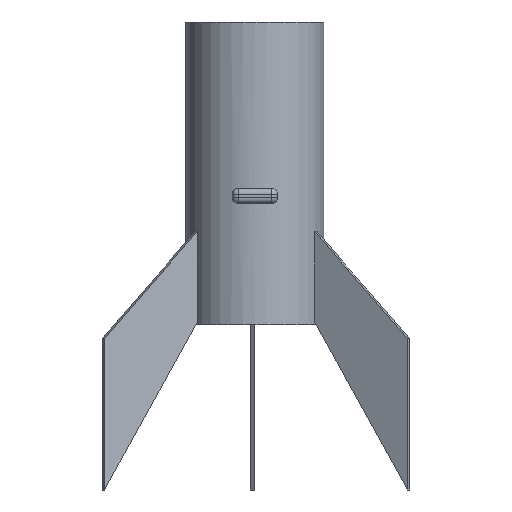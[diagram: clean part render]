
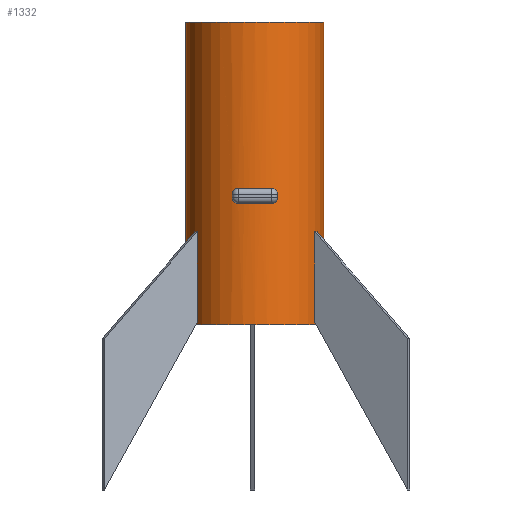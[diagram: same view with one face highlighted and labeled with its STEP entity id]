
A CAD part, left-side view. The second image highlights one B-rep face of the part: STEP entity #1332.
In plain terms, the highlighted cylindrical face has radius 22.8 mm (diameter 45.6 mm), a full revolution.
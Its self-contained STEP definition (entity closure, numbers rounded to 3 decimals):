
#82=B_SPLINE_CURVE_WITH_KNOTS('',3,(#2254,#2255,#2256,#2257,#2258,#2259,
#2260,#2261,#2262,#2263),.UNSPECIFIED.,.F.,.F.,(4,2,2,2,4),(-0.308,
-0.229,-0.151,-0.075,0.),
 .UNSPECIFIED.);
#83=B_SPLINE_CURVE_WITH_KNOTS('',3,(#2278,#2279,#2280,#2281,#2282,#2283,
#2284,#2285,#2286,#2287),.UNSPECIFIED.,.F.,.F.,(4,2,2,2,4),(0.612,
0.688,0.763,0.842,0.92),
 .UNSPECIFIED.);
#84=B_SPLINE_CURVE_WITH_KNOTS('',3,(#2293,#2294,#2295,#2296,#2297,#2298,
#2299,#2300,#2301,#2302),.UNSPECIFIED.,.F.,.F.,(4,2,2,2,4),(0.612,
0.688,0.763,0.842,0.92),
 .UNSPECIFIED.);
#85=B_SPLINE_CURVE_WITH_KNOTS('',3,(#2311,#2312,#2313,#2314,#2315,#2316,
#2317,#2318,#2319,#2320),.UNSPECIFIED.,.F.,.F.,(4,2,2,2,4),(0.305,
0.383,0.462,0.537,0.612),
 .UNSPECIFIED.);
#152=LINE('',#2324,#260);
#154=LINE('',#2337,#262);
#156=LINE('',#2349,#264);
#157=LINE('',#2351,#265);
#260=VECTOR('',#1828,10.);
#262=VECTOR('',#1846,10.);
#264=VECTOR('',#1862,22.8);
#265=VECTOR('',#1863,22.8);
#334=CYLINDRICAL_SURFACE('',#1501,22.8);
#402=FACE_OUTER_BOUND('',#498,.T.);
#498=EDGE_LOOP('',(#1161,#1162,#1163,#1164,#1165,#1166,#1167,#1168,#1169,
#1170,#1171,#1172,#1173,#1174,#1175,#1176));
#578=CIRCLE('',#1489,22.8);
#579=CIRCLE('',#1490,22.8);
#582=CIRCLE('',#1497,22.8);
#583=CIRCLE('',#1498,22.8);
#585=CIRCLE('',#1502,22.8);
#586=CIRCLE('',#1503,22.8);
#656=VERTEX_POINT('',#2252);
#657=VERTEX_POINT('',#2253);
#658=VERTEX_POINT('',#2276);
#659=VERTEX_POINT('',#2277);
#660=VERTEX_POINT('',#2291);
#661=VERTEX_POINT('',#2292);
#662=VERTEX_POINT('',#2309);
#663=VERTEX_POINT('',#2310);
#664=VERTEX_POINT('',#2326);
#667=VERTEX_POINT('',#2339);
#669=VERTEX_POINT('',#2347);
#670=VERTEX_POINT('',#2350);
#810=EDGE_CURVE('',#656,#657,#82,.F.);
#819=EDGE_CURVE('',#658,#659,#83,.F.);
#822=EDGE_CURVE('',#660,#661,#84,.F.);
#827=EDGE_CURVE('',#662,#663,#85,.F.);
#830=EDGE_CURVE('',#656,#659,#152,.T.);
#831=EDGE_CURVE('',#664,#663,#578,.T.);
#832=EDGE_CURVE('',#658,#664,#579,.T.);
#836=EDGE_CURVE('',#662,#661,#154,.T.);
#837=EDGE_CURVE('',#667,#657,#582,.T.);
#838=EDGE_CURVE('',#660,#667,#583,.T.);
#841=EDGE_CURVE('',#669,#669,#585,.T.);
#842=EDGE_CURVE('',#669,#664,#156,.T.);
#843=EDGE_CURVE('',#667,#670,#157,.T.);
#844=EDGE_CURVE('',#670,#670,#586,.T.);
#1161=ORIENTED_EDGE('',*,*,#841,.F.);
#1162=ORIENTED_EDGE('',*,*,#842,.T.);
#1163=ORIENTED_EDGE('',*,*,#831,.T.);
#1164=ORIENTED_EDGE('',*,*,#827,.F.);
#1165=ORIENTED_EDGE('',*,*,#836,.T.);
#1166=ORIENTED_EDGE('',*,*,#822,.F.);
#1167=ORIENTED_EDGE('',*,*,#838,.T.);
#1168=ORIENTED_EDGE('',*,*,#843,.T.);
#1169=ORIENTED_EDGE('',*,*,#844,.T.);
#1170=ORIENTED_EDGE('',*,*,#843,.F.);
#1171=ORIENTED_EDGE('',*,*,#837,.T.);
#1172=ORIENTED_EDGE('',*,*,#810,.F.);
#1173=ORIENTED_EDGE('',*,*,#830,.T.);
#1174=ORIENTED_EDGE('',*,*,#819,.F.);
#1175=ORIENTED_EDGE('',*,*,#832,.T.);
#1176=ORIENTED_EDGE('',*,*,#842,.F.);
#1332=ADVANCED_FACE('',(#402),#334,.T.);
#1489=AXIS2_PLACEMENT_3D('',#2327,#1831,#1832);
#1490=AXIS2_PLACEMENT_3D('',#2328,#1833,#1834);
#1497=AXIS2_PLACEMENT_3D('',#2340,#1849,#1850);
#1498=AXIS2_PLACEMENT_3D('',#2341,#1851,#1852);
#1501=AXIS2_PLACEMENT_3D('',#2346,#1858,#1859);
#1502=AXIS2_PLACEMENT_3D('',#2348,#1860,#1861);
#1503=AXIS2_PLACEMENT_3D('',#2352,#1864,#1865);
#1828=DIRECTION('',(0.,0.,1.));
#1831=DIRECTION('center_axis',(0.,0.,1.));
#1832=DIRECTION('ref_axis',(1.,0.,0.));
#1833=DIRECTION('center_axis',(0.,0.,1.));
#1834=DIRECTION('ref_axis',(1.,0.,0.));
#1846=DIRECTION('',(0.,0.,-1.));
#1849=DIRECTION('center_axis',(0.,0.,-1.));
#1850=DIRECTION('ref_axis',(1.,0.,0.));
#1851=DIRECTION('center_axis',(0.,0.,-1.));
#1852=DIRECTION('ref_axis',(1.,0.,0.));
#1858=DIRECTION('center_axis',(0.,0.,1.));
#1859=DIRECTION('ref_axis',(1.,0.,0.));
#1860=DIRECTION('center_axis',(0.,0.,1.));
#1861=DIRECTION('ref_axis',(1.,0.,0.));
#1862=DIRECTION('',(0.,0.,-1.));
#1863=DIRECTION('',(0.,0.,-1.));
#1864=DIRECTION('center_axis',(0.,0.,1.));
#1865=DIRECTION('ref_axis',(1.,0.,0.));
#2252=CARTESIAN_POINT('',(-21.531,7.5,42.));
#2253=CARTESIAN_POINT('',(-22.127,5.5,40.));
#2254=CARTESIAN_POINT('Ctrl Pts',(-22.127,5.5,40.));
#2255=CARTESIAN_POINT('Ctrl Pts',(-22.064,5.754,40.));
#2256=CARTESIAN_POINT('Ctrl Pts',(-21.991,6.024,40.051));
#2257=CARTESIAN_POINT('Ctrl Pts',(-21.849,6.52,40.259));
#2258=CARTESIAN_POINT('Ctrl Pts',(-21.78,6.747,40.415));
#2259=CARTESIAN_POINT('Ctrl Pts',(-21.668,7.098,40.772));
#2260=CARTESIAN_POINT('Ctrl Pts',(-21.617,7.248,40.994));
#2261=CARTESIAN_POINT('Ctrl Pts',(-21.549,7.45,41.482));
#2262=CARTESIAN_POINT('Ctrl Pts',(-21.531,7.5,41.749));
#2263=CARTESIAN_POINT('Ctrl Pts',(-21.531,7.5,42.));
#2276=CARTESIAN_POINT('',(-22.127,5.5,45.));
#2277=CARTESIAN_POINT('',(-21.531,7.5,43.));
#2278=CARTESIAN_POINT('Ctrl Pts',(-21.531,7.5,43.));
#2279=CARTESIAN_POINT('Ctrl Pts',(-21.531,7.5,43.251));
#2280=CARTESIAN_POINT('Ctrl Pts',(-21.549,7.45,43.518));
#2281=CARTESIAN_POINT('Ctrl Pts',(-21.617,7.248,44.006));
#2282=CARTESIAN_POINT('Ctrl Pts',(-21.668,7.098,44.228));
#2283=CARTESIAN_POINT('Ctrl Pts',(-21.78,6.747,44.585));
#2284=CARTESIAN_POINT('Ctrl Pts',(-21.849,6.52,44.741));
#2285=CARTESIAN_POINT('Ctrl Pts',(-21.991,6.024,44.949));
#2286=CARTESIAN_POINT('Ctrl Pts',(-22.064,5.754,45.));
#2287=CARTESIAN_POINT('Ctrl Pts',(-22.127,5.5,45.));
#2291=CARTESIAN_POINT('',(-22.127,-5.5,40.));
#2292=CARTESIAN_POINT('',(-21.531,-7.5,42.));
#2293=CARTESIAN_POINT('Ctrl Pts',(-21.531,-7.5,42.));
#2294=CARTESIAN_POINT('Ctrl Pts',(-21.531,-7.5,41.749));
#2295=CARTESIAN_POINT('Ctrl Pts',(-21.549,-7.45,41.482));
#2296=CARTESIAN_POINT('Ctrl Pts',(-21.617,-7.248,40.994));
#2297=CARTESIAN_POINT('Ctrl Pts',(-21.668,-7.098,40.772));
#2298=CARTESIAN_POINT('Ctrl Pts',(-21.78,-6.747,40.415));
#2299=CARTESIAN_POINT('Ctrl Pts',(-21.849,-6.52,40.259));
#2300=CARTESIAN_POINT('Ctrl Pts',(-21.991,-6.024,40.051));
#2301=CARTESIAN_POINT('Ctrl Pts',(-22.064,-5.754,40.));
#2302=CARTESIAN_POINT('Ctrl Pts',(-22.127,-5.5,40.));
#2309=CARTESIAN_POINT('',(-21.531,-7.5,43.));
#2310=CARTESIAN_POINT('',(-22.127,-5.5,45.));
#2311=CARTESIAN_POINT('Ctrl Pts',(-22.127,-5.5,45.));
#2312=CARTESIAN_POINT('Ctrl Pts',(-22.064,-5.754,45.));
#2313=CARTESIAN_POINT('Ctrl Pts',(-21.991,-6.024,44.949));
#2314=CARTESIAN_POINT('Ctrl Pts',(-21.849,-6.52,44.741));
#2315=CARTESIAN_POINT('Ctrl Pts',(-21.78,-6.747,44.585));
#2316=CARTESIAN_POINT('Ctrl Pts',(-21.668,-7.098,44.228));
#2317=CARTESIAN_POINT('Ctrl Pts',(-21.617,-7.248,44.006));
#2318=CARTESIAN_POINT('Ctrl Pts',(-21.549,-7.45,43.518));
#2319=CARTESIAN_POINT('Ctrl Pts',(-21.531,-7.5,43.251));
#2320=CARTESIAN_POINT('Ctrl Pts',(-21.531,-7.5,43.));
#2324=CARTESIAN_POINT('',(-21.531,7.5,0.));
#2326=CARTESIAN_POINT('',(-22.8,0.,45.));
#2327=CARTESIAN_POINT('Origin',(0.,0.,45.));
#2328=CARTESIAN_POINT('Origin',(0.,0.,45.));
#2337=CARTESIAN_POINT('',(-21.531,-7.5,0.));
#2339=CARTESIAN_POINT('',(-22.8,0.,40.));
#2340=CARTESIAN_POINT('Origin',(0.,0.,40.));
#2341=CARTESIAN_POINT('Origin',(0.,0.,40.));
#2346=CARTESIAN_POINT('Origin',(0.,0.,0.));
#2347=CARTESIAN_POINT('',(-22.8,0.,100.));
#2348=CARTESIAN_POINT('Origin',(0.,0.,100.));
#2349=CARTESIAN_POINT('',(-22.8,0.,0.));
#2350=CARTESIAN_POINT('',(-22.8,0.,0.));
#2351=CARTESIAN_POINT('',(-22.8,0.,0.));
#2352=CARTESIAN_POINT('Origin',(0.,0.,0.));
